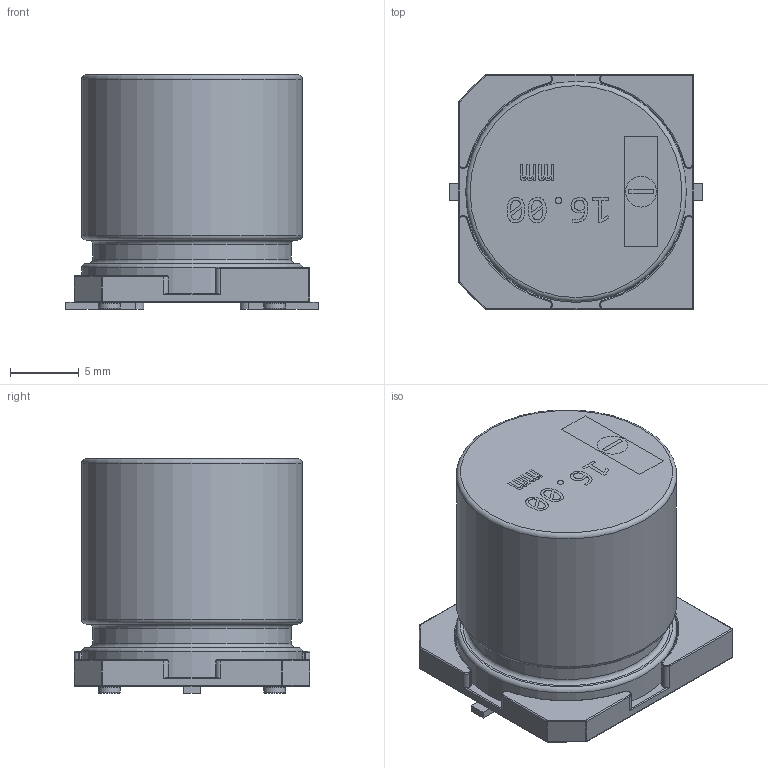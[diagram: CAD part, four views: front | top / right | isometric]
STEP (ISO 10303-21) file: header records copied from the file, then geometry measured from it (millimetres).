
FILE_DESCRIPTION(/* description */ (''),/* implementation_level */ '2;1');
FILE_NAME(/* name */ 'CAP SMT AL ELEC D16.00mm H17.00mm S17.10mm.step',/* time_stamp */ '2020-11-18T00:59:38+02:00',/* author */ (''),/* organization */ (''),/* preprocessor_version */ 'ST-DEVELOPER v18.1',/* originating_system */ 'Autodesk Translation Framework v9.3.0.1241',/* authorisation */ '');
FILE_SCHEMA (('AUTOMOTIVE_DESIGN { 1 0 10303 214 3 1 1 }'));
Length unit declared in the file: millimetre
Products named in the file (1): Model - SMT CAP ELEC
Bounding box: 18.3 x 17.1 x 17 mm (x, y, z)
Volume: 3437.6 mm3; surface area: 1618.4 mm2
Topology: 1 solids, 1 shells, 160 faces, 561 edges, 425 vertices
Faces by surface type: cylinder 63, plane 52, torus 33, sphere 12
Full cylindrical faces by diameter (mm): 1.6 x4, 14.4 x1, 16 x2
Entity records: 6759 total; most frequent: CARTESIAN_POINT 1915, ORIENTED_EDGE 1122, DIRECTION 872, EDGE_CURVE 561, VERTEX_POINT 425, AXIS2_PLACEMENT_3D 340, LINE 192, VECTOR 192
